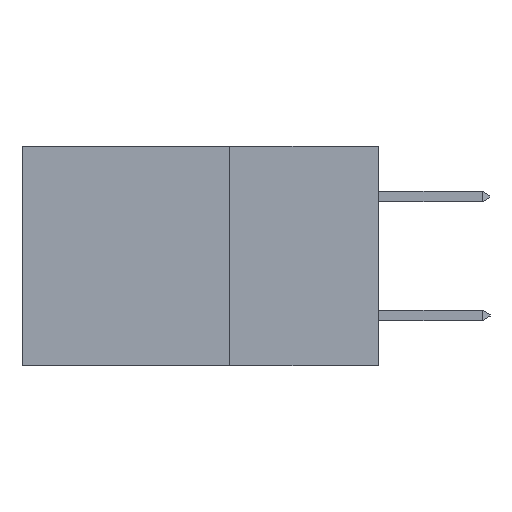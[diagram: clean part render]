
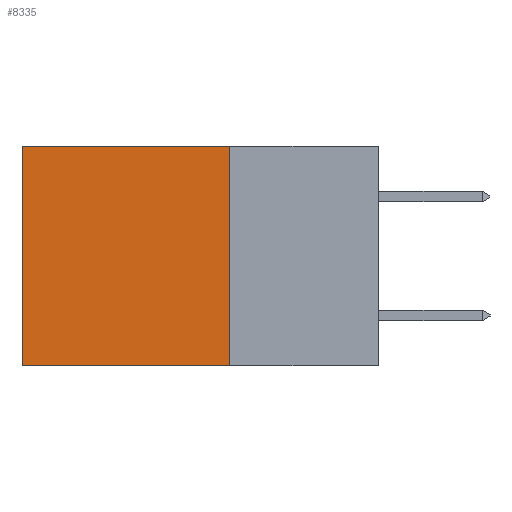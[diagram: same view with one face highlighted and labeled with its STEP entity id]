
A CAD part, left-side view. The second image highlights one B-rep face of the part: STEP entity #8335.
In plain terms, the highlighted planar face has unit normal (-1, 0, 0).
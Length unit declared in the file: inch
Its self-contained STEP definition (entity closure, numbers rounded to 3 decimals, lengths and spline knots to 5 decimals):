
#34 = EDGE_CURVE ( 'NONE', #5598, #1319, #6243, .T. ) ;
#178 = VECTOR ( 'NONE', #617, 39.37008 ) ;
#377 = VERTEX_POINT ( 'NONE', #8391 ) ;
#581 = CARTESIAN_POINT ( 'NONE',  ( 0.2615, 0.25, -0.37 ) ) ;
#617 = DIRECTION ( 'NONE',  ( 0., 1., 0. ) ) ;
#1245 = LINE ( 'NONE', #3226, #8954 ) ;
#1319 = VERTEX_POINT ( 'NONE', #1934 ) ;
#1934 = CARTESIAN_POINT ( 'NONE',  ( 0.2615, 0.6, 0. ) ) ;
#2029 = CARTESIAN_POINT ( 'NONE',  ( 0.2615, 0.25, -0.37 ) ) ;
#2660 = ORIENTED_EDGE ( 'NONE', *, *, #4137, .F. ) ;
#2820 = PLANE ( 'NONE',  #3751 ) ;
#3134 = DIRECTION ( 'NONE',  ( 0., 0., -1. ) ) ;
#3226 = CARTESIAN_POINT ( 'NONE',  ( 0.2615, 0.6, -0.37 ) ) ;
#3338 = EDGE_CURVE ( 'NONE', #3421, #377, #4567, .T. ) ;
#3421 = VERTEX_POINT ( 'NONE', #8141 ) ;
#3751 = AXIS2_PLACEMENT_3D ( 'NONE', #2029, #9417, #5073 ) ;
#4137 = EDGE_CURVE ( 'NONE', #5598, #3421, #7388, .T. ) ;
#4360 = ORIENTED_EDGE ( 'NONE', *, *, #3338, .F. ) ;
#4567 = LINE ( 'NONE', #581, #178 ) ;
#4807 = ORIENTED_EDGE ( 'NONE', *, *, #34, .T. ) ;
#5073 = DIRECTION ( 'NONE',  ( 0., 0., -1. ) ) ;
#5337 = EDGE_LOOP ( 'NONE', ( #6739, #4360, #2660, #4807 ) ) ;
#5432 = VECTOR ( 'NONE', #9177, 39.37008 ) ;
#5598 = VERTEX_POINT ( 'NONE', #6543 ) ;
#5883 = DIRECTION ( 'NONE',  ( 0., 1., 0. ) ) ;
#6243 = LINE ( 'NONE', #7028, #9609 ) ;
#6309 = EDGE_CURVE ( 'NONE', #1319, #377, #1245, .T. ) ;
#6543 = CARTESIAN_POINT ( 'NONE',  ( 0.2615, 0.25, 0. ) ) ;
#6739 = ORIENTED_EDGE ( 'NONE', *, *, #6309, .T. ) ;
#7028 = CARTESIAN_POINT ( 'NONE',  ( 0.2615, 0.25, 0. ) ) ;
#7388 = LINE ( 'NONE', #8173, #5432 ) ;
#8141 = CARTESIAN_POINT ( 'NONE',  ( 0.2615, 0.25, -0.37 ) ) ;
#8173 = CARTESIAN_POINT ( 'NONE',  ( 0.2615, 0.25, -0.37 ) ) ;
#8335 = ADVANCED_FACE ( 'NONE', ( #8662 ), #2820, .F. ) ;
#8391 = CARTESIAN_POINT ( 'NONE',  ( 0.2615, 0.6, -0.37 ) ) ;
#8662 = FACE_OUTER_BOUND ( 'NONE', #5337, .T. ) ;
#8954 = VECTOR ( 'NONE', #3134, 39.37008 ) ;
#9177 = DIRECTION ( 'NONE',  ( 0., 0., -1. ) ) ;
#9417 = DIRECTION ( 'NONE',  ( 1., 0., 0. ) ) ;
#9609 = VECTOR ( 'NONE', #5883, 39.37008 ) ;
